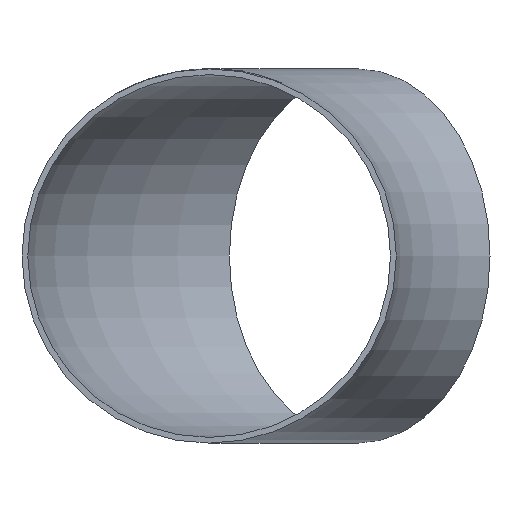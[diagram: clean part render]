
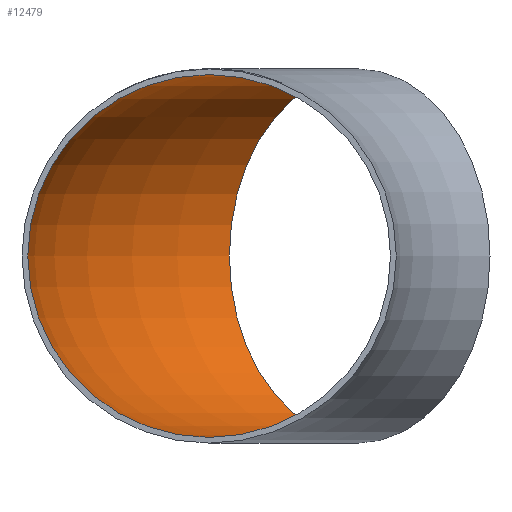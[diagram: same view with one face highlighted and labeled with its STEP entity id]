
A CAD part, front view. The second image highlights one B-rep face of the part: STEP entity #12479.
In plain terms, the highlighted toroidal (fillet/blend) face has major radius 228 mm and minor radius 81.55 mm.
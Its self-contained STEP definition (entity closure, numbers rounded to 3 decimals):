
#251 = EDGE_LOOP ( 'NONE', ( #22877 ) ) ;
#2209 = CIRCLE ( 'NONE', #17354, 81.55 ) ;
#2505 = CARTESIAN_POINT ( 'NONE',  ( -228., 0., 0. ) ) ;
#4057 = CARTESIAN_POINT ( 'NONE',  ( -161.22, 161.22, 0. ) ) ;
#4411 = DIRECTION ( 'NONE',  ( 0., 0., 1. ) ) ;
#4533 = CARTESIAN_POINT ( 'NONE',  ( -218.885, 218.885, 0. ) ) ;
#7199 = EDGE_LOOP ( 'NONE', ( #11098 ) ) ;
#7987 = FACE_OUTER_BOUND ( 'NONE', #251, .T. ) ;
#8729 = CARTESIAN_POINT ( 'NONE',  ( -228., 0., 81.55 ) ) ;
#11098 = ORIENTED_EDGE ( 'NONE', *, *, #19652, .F. ) ;
#12479 = ADVANCED_FACE ( 'NONE', ( #7987, #20409 ), #18091, .F. ) ;
#14712 = DIRECTION ( 'NONE',  ( 0., 1., 0. ) ) ;
#16116 = AXIS2_PLACEMENT_3D ( 'NONE', #2505, #14712, #4411 ) ;
#16132 = DIRECTION ( 'NONE',  ( -1., 0., 0. ) ) ;
#16267 = DIRECTION ( 'NONE',  ( 0., 0., -1. ) ) ;
#17354 = AXIS2_PLACEMENT_3D ( 'NONE', #4057, #22852, #22574 ) ;
#17418 = CIRCLE ( 'NONE', #16116, 81.55 ) ;
#17421 = VERTEX_POINT ( 'NONE', #4533 ) ;
#17711 = EDGE_CURVE ( 'NONE', #17421, #17421, #2209, .T. ) ;
#18091 = TOROIDAL_SURFACE ( 'NONE', #26392, 228., 81.55 ) ;
#18613 = CARTESIAN_POINT ( 'NONE',  ( 0., 0., 0. ) ) ;
#19652 = EDGE_CURVE ( 'NONE', #25254, #25254, #17418, .T. ) ;
#20409 = FACE_OUTER_BOUND ( 'NONE', #7199, .T. ) ;
#22574 = DIRECTION ( 'NONE',  ( -0.707, 0.707, 0. ) ) ;
#22852 = DIRECTION ( 'NONE',  ( 0.707, 0.707, 0. ) ) ;
#22877 = ORIENTED_EDGE ( 'NONE', *, *, #17711, .T. ) ;
#25254 = VERTEX_POINT ( 'NONE', #8729 ) ;
#26392 = AXIS2_PLACEMENT_3D ( 'NONE', #18613, #16267, #16132 ) ;
